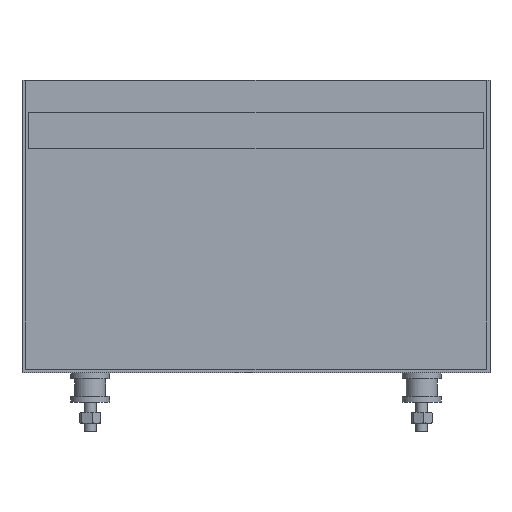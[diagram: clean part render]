
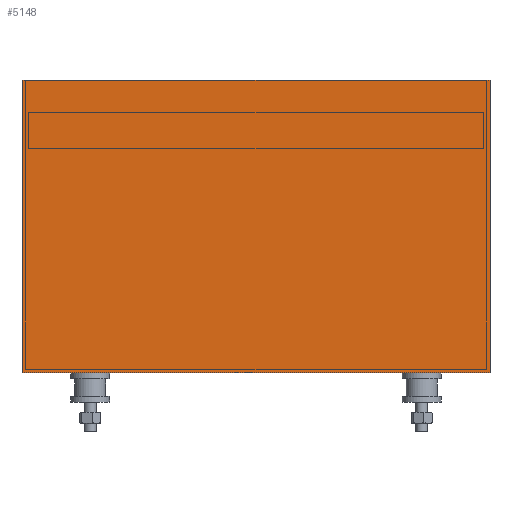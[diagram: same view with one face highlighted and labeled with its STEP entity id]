
A CAD part, front view. The second image highlights one B-rep face of the part: STEP entity #5148.
In plain terms, the highlighted planar face has unit normal (0, -1, 0).
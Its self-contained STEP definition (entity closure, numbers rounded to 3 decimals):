
#6 = LINE ( 'NONE', #4736, #4394 ) ;
#50 = DIRECTION ( 'NONE',  ( 0., 0., -1. ) ) ;
#460 = CARTESIAN_POINT ( 'NONE',  ( 240., 0., 0. ) ) ;
#723 = LINE ( 'NONE', #1410, #5193 ) ;
#759 = FACE_OUTER_BOUND ( 'NONE', #4393, .T. ) ;
#935 = CARTESIAN_POINT ( 'NONE',  ( 0., 0., 150. ) ) ;
#940 = DIRECTION ( 'NONE',  ( 0., 0., 1. ) ) ;
#1050 = VECTOR ( 'NONE', #50, 1000. ) ;
#1070 = ORIENTED_EDGE ( 'NONE', *, *, #1787, .F. ) ;
#1367 = DIRECTION ( 'NONE',  ( 0., 1., 0. ) ) ;
#1410 = CARTESIAN_POINT ( 'NONE',  ( 0., 0., 0. ) ) ;
#1787 = EDGE_CURVE ( 'NONE', #2524, #2400, #3693, .T. ) ;
#2054 = CARTESIAN_POINT ( 'NONE',  ( 0., 0., 0. ) ) ;
#2104 = PLANE ( 'NONE',  #4052 ) ;
#2256 = LINE ( 'NONE', #3722, #2466 ) ;
#2400 = VERTEX_POINT ( 'NONE', #460 ) ;
#2466 = VECTOR ( 'NONE', #2585, 1000. ) ;
#2524 = VERTEX_POINT ( 'NONE', #3424 ) ;
#2585 = DIRECTION ( 'NONE',  ( 0., 0., -1. ) ) ;
#3046 = ORIENTED_EDGE ( 'NONE', *, *, #4887, .T. ) ;
#3256 = VERTEX_POINT ( 'NONE', #2054 ) ;
#3424 = CARTESIAN_POINT ( 'NONE',  ( 240., 0., 150. ) ) ;
#3600 = CARTESIAN_POINT ( 'NONE',  ( 240., 0., 150. ) ) ;
#3693 = LINE ( 'NONE', #3600, #1050 ) ;
#3722 = CARTESIAN_POINT ( 'NONE',  ( 0., 0., 150. ) ) ;
#3812 = EDGE_CURVE ( 'NONE', #5116, #3256, #2256, .T. ) ;
#4028 = ORIENTED_EDGE ( 'NONE', *, *, #4043, .F. ) ;
#4043 = EDGE_CURVE ( 'NONE', #5116, #2524, #6, .T. ) ;
#4052 = AXIS2_PLACEMENT_3D ( 'NONE', #4801, #1367, #940 ) ;
#4197 = ORIENTED_EDGE ( 'NONE', *, *, #3812, .T. ) ;
#4350 = DIRECTION ( 'NONE',  ( 1., 0., 0. ) ) ;
#4393 = EDGE_LOOP ( 'NONE', ( #3046, #1070, #4028, #4197 ) ) ;
#4394 = VECTOR ( 'NONE', #4994, 1000. ) ;
#4736 = CARTESIAN_POINT ( 'NONE',  ( 0., 0., 150. ) ) ;
#4801 = CARTESIAN_POINT ( 'NONE',  ( 0., 0., 150. ) ) ;
#4887 = EDGE_CURVE ( 'NONE', #3256, #2400, #723, .T. ) ;
#4994 = DIRECTION ( 'NONE',  ( 1., 0., 0. ) ) ;
#5116 = VERTEX_POINT ( 'NONE', #935 ) ;
#5148 = ADVANCED_FACE ( 'NONE', ( #759 ), #2104, .F. ) ;
#5193 = VECTOR ( 'NONE', #4350, 1000. ) ;
